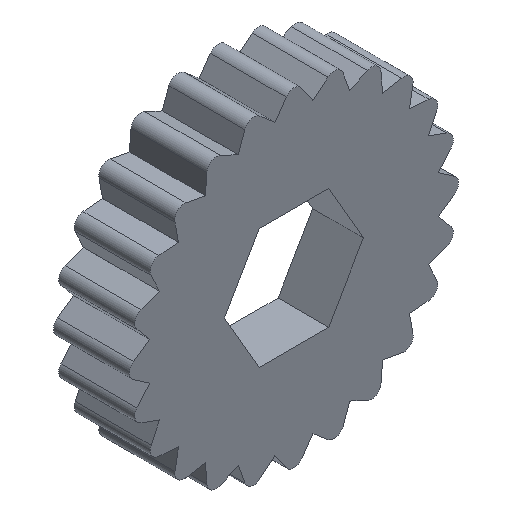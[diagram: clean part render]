
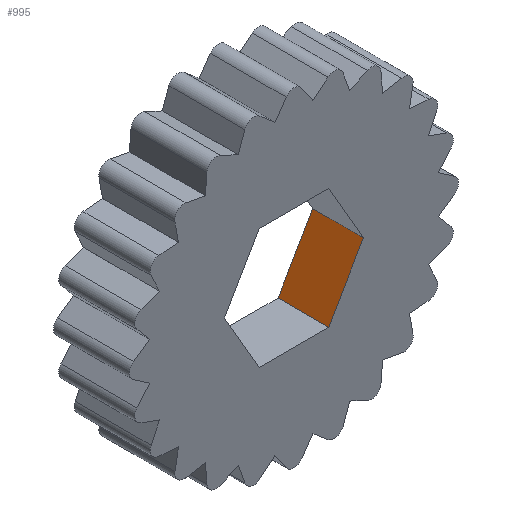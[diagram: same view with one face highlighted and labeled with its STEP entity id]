
A CAD part, isometric view. The second image highlights one B-rep face of the part: STEP entity #995.
In plain terms, the highlighted planar face has unit normal (-0.866, 0, 0.5).
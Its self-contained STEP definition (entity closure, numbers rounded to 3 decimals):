
#918 = ORIENTED_EDGE ( 'NONE', *, *, #3767, .F. ) ;
#919 = ORIENTED_EDGE ( 'NONE', *, *, #953, .T. ) ;
#953 = EDGE_CURVE ( 'NONE', #3768, #1109, #2658, .T. ) ;
#994 = EDGE_CURVE ( 'NONE', #3755, #1110, #2723, .T. ) ;
#995 = ADVANCED_FACE ( 'NONE', ( #2719 ), #2718, .F. ) ;
#996 = EDGE_LOOP ( 'NONE', ( #997, #998, #918, #919 ) ) ;
#997 = ORIENTED_EDGE ( 'NONE', *, *, #1108, .T. ) ;
#998 = ORIENTED_EDGE ( 'NONE', *, *, #994, .F. ) ;
#1108 = EDGE_CURVE ( 'NONE', #1109, #1110, #2958, .T. ) ;
#1109 = VERTEX_POINT ( 'NONE', #2954 ) ;
#1110 = VERTEX_POINT ( 'NONE', #2953 ) ;
#2655 = DIRECTION ( 'NONE',  ( 0., 1., 0. ) ) ;
#2656 = VECTOR ( 'NONE', #2655, 1000. ) ;
#2657 = CARTESIAN_POINT ( 'NONE',  ( 10.97, 0., 0. ) ) ;
#2658 = LINE ( 'NONE', #2657, #2656 ) ;
#2714 = DIRECTION ( 'NONE',  ( -0.5, 0., -0.866 ) ) ;
#2715 = DIRECTION ( 'NONE',  ( 0.866, 0., -0.5 ) ) ;
#2716 = CARTESIAN_POINT ( 'NONE',  ( 10.97, 0., 0. ) ) ;
#2717 = AXIS2_PLACEMENT_3D ( 'NONE', #2716, #2715, #2714 ) ;
#2718 = PLANE ( 'NONE',  #2717 ) ;
#2719 = FACE_OUTER_BOUND ( 'NONE', #996, .T. ) ;
#2720 = DIRECTION ( 'NONE',  ( 0., 1., 0. ) ) ;
#2721 = VECTOR ( 'NONE', #2720, 1000. ) ;
#2722 = CARTESIAN_POINT ( 'NONE',  ( 5.485, 0., -9.5 ) ) ;
#2723 = LINE ( 'NONE', #2722, #2721 ) ;
#2953 = CARTESIAN_POINT ( 'NONE',  ( 5.485, 8., -9.5 ) ) ;
#2954 = CARTESIAN_POINT ( 'NONE',  ( 10.97, 8., 0. ) ) ;
#2955 = DIRECTION ( 'NONE',  ( -0.5, 0., -0.866 ) ) ;
#2956 = VECTOR ( 'NONE', #2955, 1000. ) ;
#2957 = CARTESIAN_POINT ( 'NONE',  ( 10.97, 8., 0. ) ) ;
#2958 = LINE ( 'NONE', #2957, #2956 ) ;
#3295 = CARTESIAN_POINT ( 'NONE',  ( 5.485, 0., -9.5 ) ) ;
#3339 = CARTESIAN_POINT ( 'NONE',  ( 10.97, 0., 0. ) ) ;
#3340 = DIRECTION ( 'NONE',  ( -0.5, 0., -0.866 ) ) ;
#3341 = VECTOR ( 'NONE', #3340, 1000. ) ;
#3342 = CARTESIAN_POINT ( 'NONE',  ( 10.97, 0., 0. ) ) ;
#3343 = LINE ( 'NONE', #3342, #3341 ) ;
#3755 = VERTEX_POINT ( 'NONE', #3295 ) ;
#3767 = EDGE_CURVE ( 'NONE', #3768, #3755, #3343, .T. ) ;
#3768 = VERTEX_POINT ( 'NONE', #3339 ) ;
